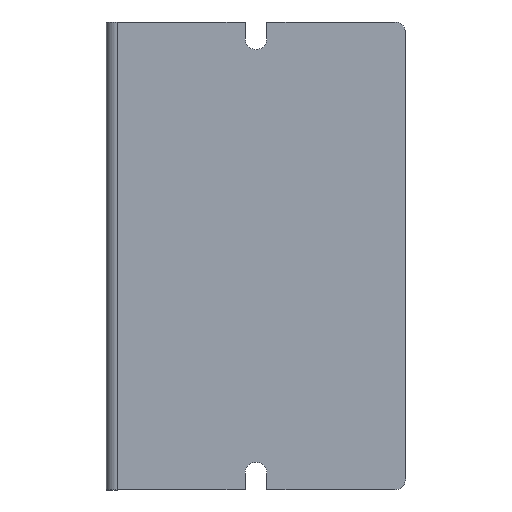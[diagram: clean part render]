
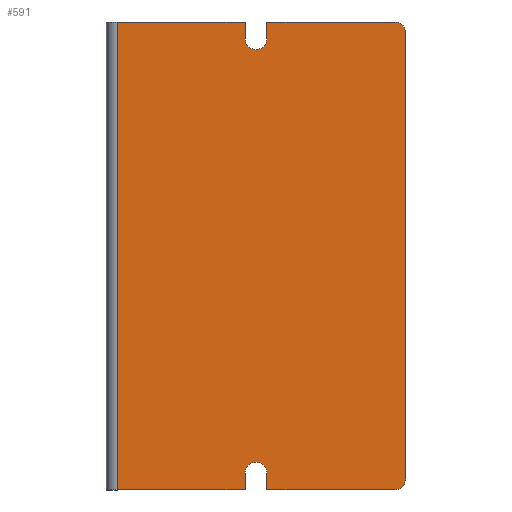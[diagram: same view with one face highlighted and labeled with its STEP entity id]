
A CAD part, top view. The second image highlights one B-rep face of the part: STEP entity #591.
In plain terms, the highlighted planar face has unit normal (0, 0, 1).
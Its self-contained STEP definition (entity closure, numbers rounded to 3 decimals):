
#4 = LINE ( 'NONE', #1038, #235 ) ;
#8 = VERTEX_POINT ( 'NONE', #633 ) ;
#17 = CARTESIAN_POINT ( 'NONE',  ( 0., 0., 20. ) ) ;
#21 = AXIS2_PLACEMENT_3D ( 'NONE', #1697, #1445, #1970 ) ;
#56 = DIRECTION ( 'NONE',  ( 0., 0., 1. ) ) ;
#93 = ORIENTED_EDGE ( 'NONE', *, *, #2559, .F. ) ;
#139 = ORIENTED_EDGE ( 'NONE', *, *, #2693, .T. ) ;
#161 = VERTEX_POINT ( 'NONE', #667 ) ;
#169 = EDGE_LOOP ( 'NONE', ( #1128, #2199, #977, #2918, #2469, #1239, #266, #3181, #93, #2162, #1635, #1208, #139, #969 ) ) ;
#199 = CARTESIAN_POINT ( 'NONE',  ( 2., 86., 20. ) ) ;
#235 = VECTOR ( 'NONE', #2054, 1000. ) ;
#266 = ORIENTED_EDGE ( 'NONE', *, *, #321, .T. ) ;
#321 = EDGE_CURVE ( 'NONE', #1789, #2037, #4, .T. ) ;
#353 = VERTEX_POINT ( 'NONE', #1023 ) ;
#397 = CARTESIAN_POINT ( 'NONE',  ( 55., 84., 20. ) ) ;
#408 = DIRECTION ( 'NONE',  ( 0., 1., 0. ) ) ;
#415 = CIRCLE ( 'NONE', #679, 2. ) ;
#442 = CARTESIAN_POINT ( 'NONE',  ( 2., 0., 20. ) ) ;
#486 = VERTEX_POINT ( 'NONE', #2320 ) ;
#504 = CARTESIAN_POINT ( 'NONE',  ( 53., 84., 20. ) ) ;
#519 = VECTOR ( 'NONE', #949, 1000. ) ;
#538 = AXIS2_PLACEMENT_3D ( 'NONE', #504, #1503, #2514 ) ;
#591 = ADVANCED_FACE ( 'NONE', ( #1906 ), #1941, .F. ) ;
#633 = CARTESIAN_POINT ( 'NONE',  ( 25.5, 86., 20. ) ) ;
#667 = CARTESIAN_POINT ( 'NONE',  ( 29.5, 3.072, 20. ) ) ;
#679 = AXIS2_PLACEMENT_3D ( 'NONE', #1256, #1763, #1283 ) ;
#728 = DIRECTION ( 'NONE',  ( 0., -1., 0. ) ) ;
#737 = VECTOR ( 'NONE', #2397, 1000. ) ;
#762 = CARTESIAN_POINT ( 'NONE',  ( 27.5, 82.928, 20. ) ) ;
#769 = LINE ( 'NONE', #1768, #2201 ) ;
#807 = EDGE_CURVE ( 'NONE', #2897, #3055, #1907, .T. ) ;
#844 = CIRCLE ( 'NONE', #2889, 2. ) ;
#886 = CIRCLE ( 'NONE', #2672, 2. ) ;
#940 = VECTOR ( 'NONE', #408, 1000. ) ;
#949 = DIRECTION ( 'NONE',  ( 0., -1., 0. ) ) ;
#950 = VERTEX_POINT ( 'NONE', #199 ) ;
#964 = CARTESIAN_POINT ( 'NONE',  ( 0., 86., 20. ) ) ;
#969 = ORIENTED_EDGE ( 'NONE', *, *, #2604, .F. ) ;
#977 = ORIENTED_EDGE ( 'NONE', *, *, #2744, .T. ) ;
#998 = VERTEX_POINT ( 'NONE', #1677 ) ;
#999 = VECTOR ( 'NONE', #728, 1000. ) ;
#1022 = DIRECTION ( 'NONE',  ( 1., 0., 0. ) ) ;
#1023 = CARTESIAN_POINT ( 'NONE',  ( 55., 2., 20. ) ) ;
#1038 = CARTESIAN_POINT ( 'NONE',  ( 0., 0., 20. ) ) ;
#1067 = DIRECTION ( 'NONE',  ( -1., 0., 0. ) ) ;
#1109 = VERTEX_POINT ( 'NONE', #1999 ) ;
#1128 = ORIENTED_EDGE ( 'NONE', *, *, #2518, .F. ) ;
#1146 = LINE ( 'NONE', #2838, #1733 ) ;
#1208 = ORIENTED_EDGE ( 'NONE', *, *, #1431, .F. ) ;
#1211 = CARTESIAN_POINT ( 'NONE',  ( 29.5, 86., 20. ) ) ;
#1230 = EDGE_CURVE ( 'NONE', #998, #3055, #769, .T. ) ;
#1239 = ORIENTED_EDGE ( 'NONE', *, *, #2273, .T. ) ;
#1256 = CARTESIAN_POINT ( 'NONE',  ( 27.5, 3.072, 20. ) ) ;
#1263 = LINE ( 'NONE', #17, #1988 ) ;
#1280 = CARTESIAN_POINT ( 'NONE',  ( 53., 2., 20. ) ) ;
#1283 = DIRECTION ( 'NONE',  ( -1., 0., 0. ) ) ;
#1289 = DIRECTION ( 'NONE',  ( 1., 0., 0. ) ) ;
#1393 = LINE ( 'NONE', #2852, #737 ) ;
#1431 = EDGE_CURVE ( 'NONE', #1109, #998, #2663, .T. ) ;
#1445 = DIRECTION ( 'NONE',  ( 0., 0., -1. ) ) ;
#1451 = LINE ( 'NONE', #1211, #1562 ) ;
#1474 = VERTEX_POINT ( 'NONE', #442 ) ;
#1478 = LINE ( 'NONE', #1699, #999 ) ;
#1503 = DIRECTION ( 'NONE',  ( 0., 0., 1. ) ) ;
#1512 = EDGE_CURVE ( 'NONE', #2037, #353, #886, .T. ) ;
#1562 = VECTOR ( 'NONE', #2213, 1000. ) ;
#1566 = VECTOR ( 'NONE', #1684, 1000. ) ;
#1635 = ORIENTED_EDGE ( 'NONE', *, *, #1230, .F. ) ;
#1677 = CARTESIAN_POINT ( 'NONE',  ( 29.5, 86., 20. ) ) ;
#1684 = DIRECTION ( 'NONE',  ( 1., 0., 0. ) ) ;
#1697 = CARTESIAN_POINT ( 'NONE',  ( 0., 86., 20. ) ) ;
#1699 = CARTESIAN_POINT ( 'NONE',  ( 55., 86., 20. ) ) ;
#1716 = DIRECTION ( 'NONE',  ( -1., 0., 0. ) ) ;
#1731 = LINE ( 'NONE', #3248, #519 ) ;
#1733 = VECTOR ( 'NONE', #2980, 1000. ) ;
#1763 = DIRECTION ( 'NONE',  ( 0., 0., 1. ) ) ;
#1768 = CARTESIAN_POINT ( 'NONE',  ( 0., 86., 20. ) ) ;
#1789 = VERTEX_POINT ( 'NONE', #2025 ) ;
#1850 = CARTESIAN_POINT ( 'NONE',  ( 53., 0., 20. ) ) ;
#1851 = CARTESIAN_POINT ( 'NONE',  ( 25.5, 3.072, 20. ) ) ;
#1870 = EDGE_CURVE ( 'NONE', #161, #3135, #415, .T. ) ;
#1906 = FACE_OUTER_BOUND ( 'NONE', #169, .T. ) ;
#1907 = CIRCLE ( 'NONE', #538, 2. ) ;
#1941 = PLANE ( 'NONE',  #21 ) ;
#1970 = DIRECTION ( 'NONE',  ( -1., 0., 0. ) ) ;
#1988 = VECTOR ( 'NONE', #1022, 1000. ) ;
#1999 = CARTESIAN_POINT ( 'NONE',  ( 29.5, 82.928, 20. ) ) ;
#2025 = CARTESIAN_POINT ( 'NONE',  ( 29.5, 0., 20. ) ) ;
#2037 = VERTEX_POINT ( 'NONE', #1850 ) ;
#2054 = DIRECTION ( 'NONE',  ( 1., 0., 0. ) ) ;
#2162 = ORIENTED_EDGE ( 'NONE', *, *, #807, .T. ) ;
#2184 = CARTESIAN_POINT ( 'NONE',  ( 29.5, 86., 20. ) ) ;
#2199 = ORIENTED_EDGE ( 'NONE', *, *, #2909, .T. ) ;
#2201 = VECTOR ( 'NONE', #1289, 1000. ) ;
#2209 = LINE ( 'NONE', #964, #1566 ) ;
#2213 = DIRECTION ( 'NONE',  ( 0., -1., 0. ) ) ;
#2273 = EDGE_CURVE ( 'NONE', #161, #1789, #1451, .T. ) ;
#2320 = CARTESIAN_POINT ( 'NONE',  ( 25.5, 0., 20. ) ) ;
#2397 = DIRECTION ( 'NONE',  ( 0., 1., 0. ) ) ;
#2469 = ORIENTED_EDGE ( 'NONE', *, *, #1870, .F. ) ;
#2514 = DIRECTION ( 'NONE',  ( -1., 0., 0. ) ) ;
#2518 = EDGE_CURVE ( 'NONE', #950, #8, #2209, .T. ) ;
#2527 = CARTESIAN_POINT ( 'NONE',  ( 53., 86., 20. ) ) ;
#2559 = EDGE_CURVE ( 'NONE', #2897, #353, #1478, .T. ) ;
#2604 = EDGE_CURVE ( 'NONE', #8, #3039, #1731, .T. ) ;
#2663 = LINE ( 'NONE', #2184, #940 ) ;
#2672 = AXIS2_PLACEMENT_3D ( 'NONE', #1280, #56, #1716 ) ;
#2693 = EDGE_CURVE ( 'NONE', #1109, #3039, #844, .T. ) ;
#2729 = CARTESIAN_POINT ( 'NONE',  ( 25.5, 82.928, 20. ) ) ;
#2744 = EDGE_CURVE ( 'NONE', #1474, #486, #1263, .T. ) ;
#2817 = DIRECTION ( 'NONE',  ( 0., 0., -1. ) ) ;
#2838 = CARTESIAN_POINT ( 'NONE',  ( 2., 86., 20. ) ) ;
#2852 = CARTESIAN_POINT ( 'NONE',  ( 25.5, 86., 20. ) ) ;
#2889 = AXIS2_PLACEMENT_3D ( 'NONE', #762, #2817, #1067 ) ;
#2897 = VERTEX_POINT ( 'NONE', #397 ) ;
#2900 = EDGE_CURVE ( 'NONE', #486, #3135, #1393, .T. ) ;
#2909 = EDGE_CURVE ( 'NONE', #950, #1474, #1146, .T. ) ;
#2918 = ORIENTED_EDGE ( 'NONE', *, *, #2900, .T. ) ;
#2980 = DIRECTION ( 'NONE',  ( 0., -1., 0. ) ) ;
#3039 = VERTEX_POINT ( 'NONE', #2729 ) ;
#3055 = VERTEX_POINT ( 'NONE', #2527 ) ;
#3135 = VERTEX_POINT ( 'NONE', #1851 ) ;
#3181 = ORIENTED_EDGE ( 'NONE', *, *, #1512, .T. ) ;
#3248 = CARTESIAN_POINT ( 'NONE',  ( 25.5, 86., 20. ) ) ;
